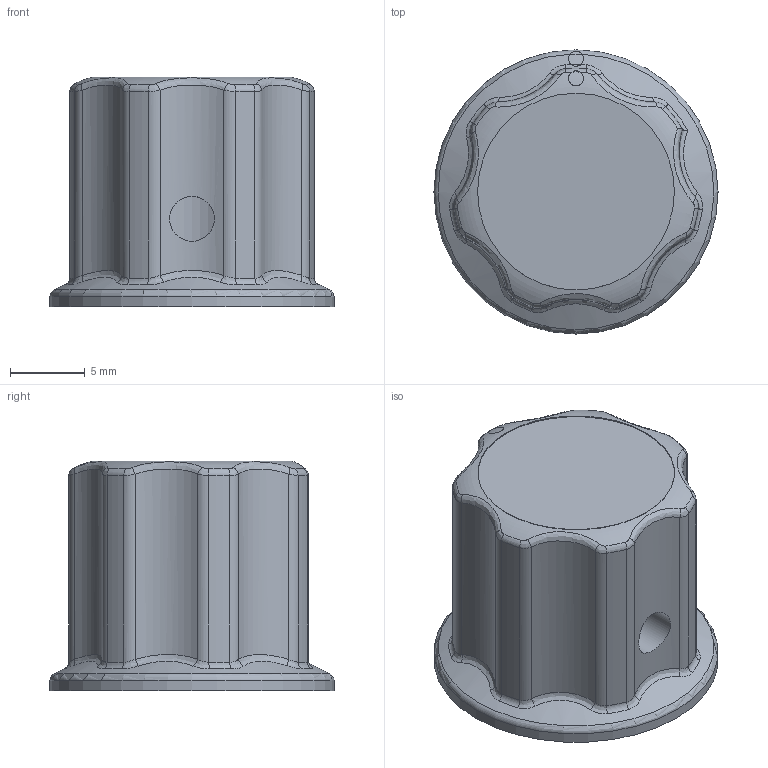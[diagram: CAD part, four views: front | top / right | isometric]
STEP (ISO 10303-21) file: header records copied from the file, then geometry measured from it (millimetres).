
FILE_DESCRIPTION((' '),'2;1');
FILE_NAME( 'bakno19.stp', '2022-09-01T18:19:03', (' '), ('--- Datakit www.datakit.com---'), ' Datakit CrossCadWare V2022.3 Jun 15 2022', 'DATAKIT 2022 (c)', ' ');
FILE_SCHEMA(('AP242_MANAGED_MODEL_BASED_3D_ENGINEERING_MIM_LF { 1 0 10303 442 1 1 4 }'));
Length unit declared in the file: millimetre
Products named in the file (1): bakno19
Bounding box: 19 x 19 x 15.37 mm (x, y, z)
Volume: 2474.1 mm3; surface area: 1612.2 mm2
Topology: 1 solids, 1 shells, 98 faces, 223 edges, 129 vertices
Faces by surface type: bspline 40, cylinder 32, torus 18, plane 4, cone 2, revolution 2
Full cylindrical faces by diameter (mm): 3 x1, 6.35 x1, 12.34 x1, 13.16 x1, 19 x1
Entity records: 8566 total; most frequent: CARTESIAN_POINT 6624, ORIENTED_EDGE 426, DIRECTION 331, EDGE_CURVE 213, AXIS2_PLACEMENT_3D 151, VERTEX_POINT 126, EDGE_LOOP 109, FACE_OUTER_BOUND 98
